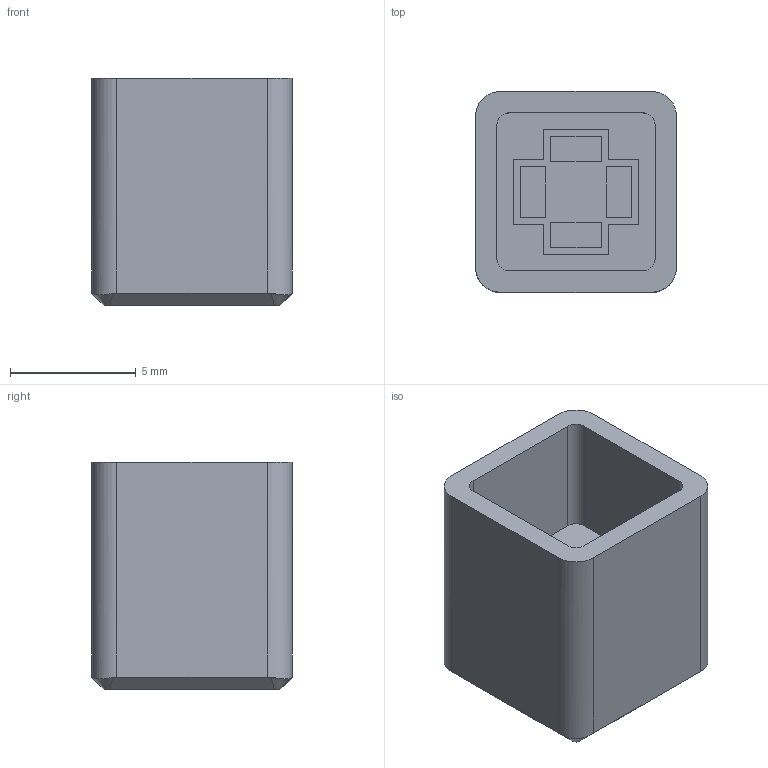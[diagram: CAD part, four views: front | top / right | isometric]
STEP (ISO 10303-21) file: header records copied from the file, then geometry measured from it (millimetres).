
FILE_DESCRIPTION(/* description */ (''),/* implementation_level */ '2;1');
FILE_NAME(/* name */ 'gds_pockettype_key_updated.step',/* time_stamp */ '2022-12-06T22:26:42Z',/* author */ (''),/* organization */ (''),/* preprocessor_version */ 'ST-DEVELOPER v19.2',/* originating_system */ 'Autodesk Translation Framework v11.17.0.187',/* authorisation */ '');
FILE_SCHEMA (('AUTOMOTIVE_DESIGN { 1 0 10303 214 3 1 1 }'));
Length unit declared in the file: millimetre
Products named in the file (1): (Unsaved)
Bounding box: 8 x 8 x 9.05 mm (x, y, z)
Volume: 336.4 mm3; surface area: 643.3 mm2
Topology: 1 solids, 1 shells, 68 faces, 180 edges, 120 vertices
Faces by surface type: plane 56, cylinder 8, bspline 4
Entity records: 2440 total; most frequent: CARTESIAN_POINT 729, ORIENTED_EDGE 360, DIRECTION 314, EDGE_CURVE 180, LINE 144, VECTOR 144, VERTEX_POINT 120, AXIS2_PLACEMENT_3D 85
